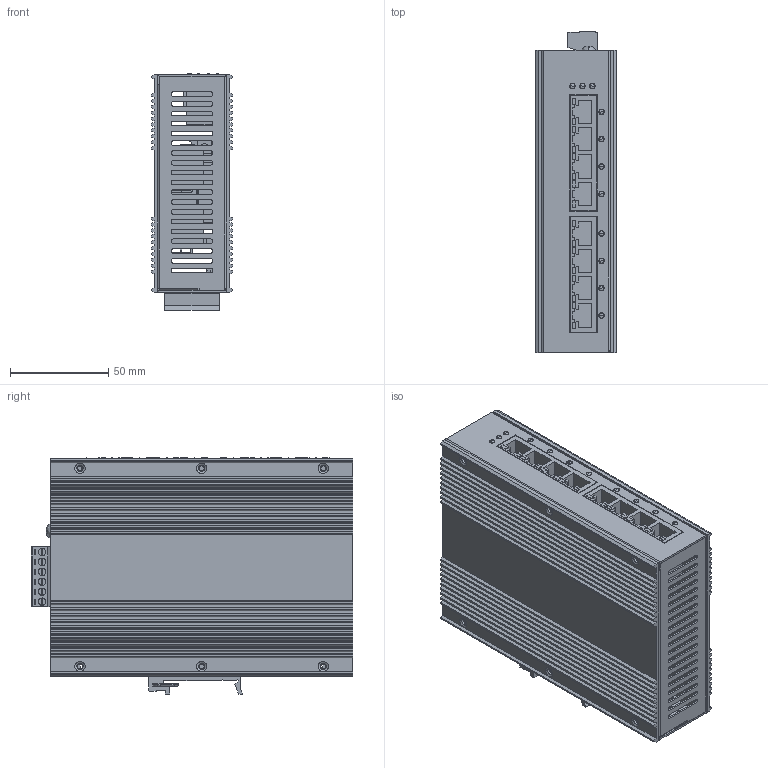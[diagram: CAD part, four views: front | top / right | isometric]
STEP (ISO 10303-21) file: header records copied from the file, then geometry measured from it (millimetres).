
FILE_DESCRIPTION (( 'STEP AP203' ), '1' );
FILE_NAME ('NSM-208GP_20210805.STEP', '2023-09-04T00:41:42', ( 'Windows 使用者' ), ( '' ), 'SwSTEP 2.0', 'SolidWorks 2020', '' );
FILE_SCHEMA (( 'CONFIG_CONTROL_DESIGN' ));
Length unit declared in the file: millimetre
Products named in the file (22): 鋁擠散熱片_02; 2DJ045; 導熱矽膠片_53x20x3; NSM-208GP_20210805; DIN-RAIL_鋁擠_彈簧_28mm; LED導光柱_圓頂_透明; iNS-308_PCB; NSM-208GP_02; MC100-50806_ME010_90D; SER2918H-153; HDK632R-ST; F.G.臟; NSM-208GP_PCB; NSM-208GP_01; LED x 3_90D; MC100-50806; DIN-RAIL_鋁擠_28mm; DIN-RAIL_鋁擠_28mm_20140527; BSC123N08NS3 G; ME010-50806; NSM-208GP_UP PCB; 螺絲M3.5x6
Assembly tree (41 placements, depth 4):
  NSM-208GP_20210805
    iNS-308_PCB
      NSM-208GP_PCB
      NSM-208GP_UP PCB
      LED x 3_90D
      MC100-50806_ME010_90D
        ME010-50806
        MC100-50806
      F.G.臟
      螺絲M3.5x6
      HDK632R-ST
      SER2918H-153  x2
      BSC123N08NS3 G  x8
      2DJ045  x2
    NSM-208GP_01
    NSM-208GP_02
    DIN-RAIL_鋁擠_28mm_20140527
      DIN-RAIL_鋁擠_28mm
      DIN-RAIL_鋁擠_彈簧_28mm
    LED導光柱_圓頂_透明  x11
    鋁擠散熱片_02  x2
    導熱矽膠片_53x20x3
Bounding box: 41.6 x 163.8 x 120.4 mm (x, y, z)
Volume: 220411.7 mm3; surface area: 250513.4 mm2
Topology: 38 solids, 38 shells, 2808 faces, 6987 edges, 4526 vertices
Faces by surface type: plane 1894, cylinder 796, cone 54, torus 34, sphere 28, bspline 2
Entity records: 56199 total; most frequent: DIRECTION 9385, CARTESIAN_POINT 9212, ORIENTED_EDGE 8828, EDGE_CURVE 4414, AXIS2_PLACEMENT_3D 3139, VECTOR 3107, LINE 3107, VERTEX_POINT 2830
